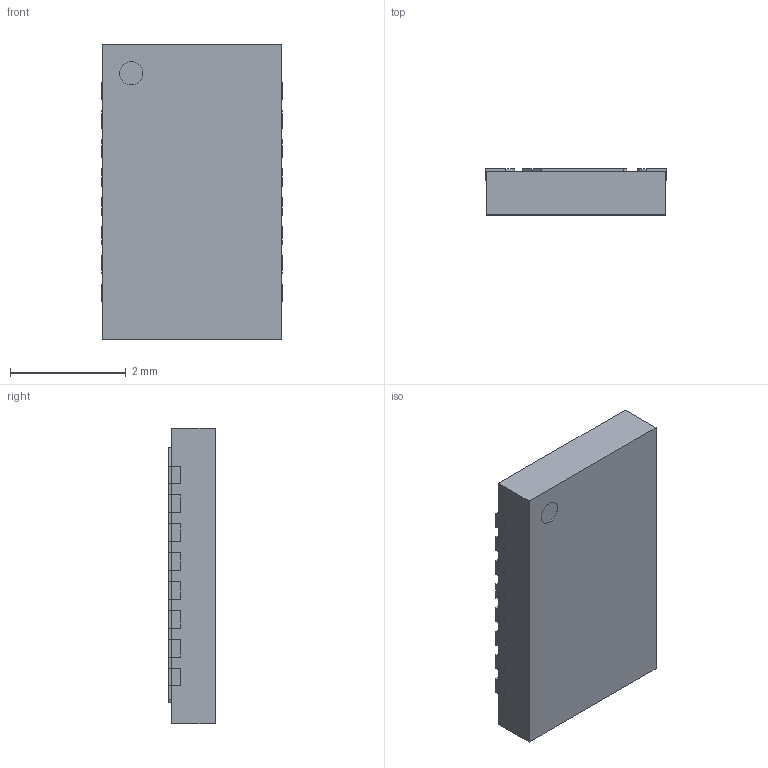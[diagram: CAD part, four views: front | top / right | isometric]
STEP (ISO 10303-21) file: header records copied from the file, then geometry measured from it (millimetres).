
FILE_DESCRIPTION (( 'STEP AP214' ), '1' );
FILE_NAME ('User Library-My-DFN-16-5x3-0.5.STEP', '2020-03-03T16:21:00', ( '' ), ( '' ), 'SwSTEP 2.0', 'SolidWorks 2019', '' );
FILE_SCHEMA (( 'AUTOMOTIVE_DESIGN' ));
Length unit declared in the file: millimetre
Products named in the file (20): 6; 11; 9; Part 19; 7; 2; 4; Part 17; 3; 10; Body; TP; 13; 12; 5; Part 18; User Library-My-DFN-16-5x3-0.5; 1; 14; 8
Assembly tree (19 placements, depth 2):
  User Library-My-DFN-16-5x3-0.5
    Part 18
    Part 19
    Part 17
    7
    8
    Body
    14
    13
    2
    1
    9
    11
    3
    12
    4
    6
    10
    5
    TP
Bounding box: 3.12 x 0.8 x 5.1 mm (x, y, z)
Surface area: 71.7 mm2
Topology: 19 solids, 19 shells, 119 faces, 240 edges, 160 vertices
Faces by surface type: plane 96, cylinder 23
Entity records: 5247 total; most frequent: DIRECTION 568, CARTESIAN_POINT 541, ORIENTED_EDGE 480, EDGE_CURVE 240, VECTOR 194, LINE 194, AXIS2_PLACEMENT_3D 187, UNCERTAINTY_MEASURE_WITH_UNIT 177
